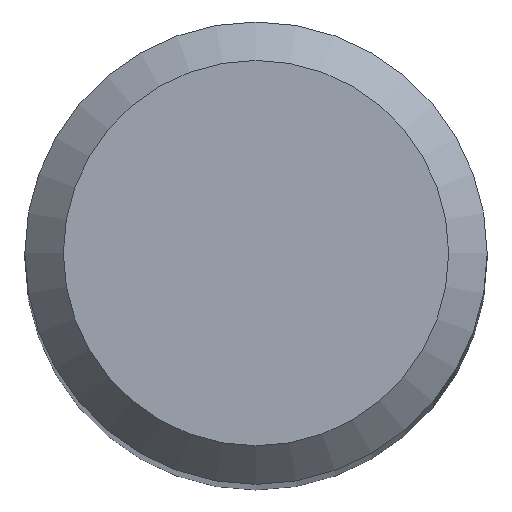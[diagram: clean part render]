
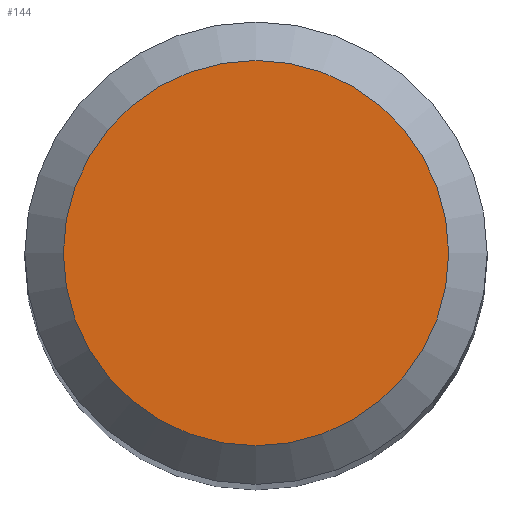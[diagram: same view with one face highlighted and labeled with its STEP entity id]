
A CAD part, top view. The second image highlights one B-rep face of the part: STEP entity #144.
In plain terms, the highlighted planar face has unit normal (0, 0, 1).
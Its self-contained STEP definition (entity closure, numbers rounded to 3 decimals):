
#10 = VERTEX_POINT ( 'NONE', #134 ) ;
#13 = DIRECTION ( 'NONE',  ( 0., 0., -1. ) ) ;
#51 = EDGE_CURVE ( 'NONE', #10, #10, #203, .T. ) ;
#78 = DIRECTION ( 'NONE',  ( 0., 0., -1. ) ) ;
#101 = DIRECTION ( 'NONE',  ( 0., 1., 0. ) ) ;
#118 = ORIENTED_EDGE ( 'NONE', *, *, #51, .F. ) ;
#133 = CARTESIAN_POINT ( 'NONE',  ( 0., 0., 50. ) ) ;
#134 = CARTESIAN_POINT ( 'NONE',  ( 0., 2.5, 50. ) ) ;
#139 = AXIS2_PLACEMENT_3D ( 'NONE', #133, #78, #101 ) ;
#144 = ADVANCED_FACE ( 'NONE', ( #170 ), #169, .F. ) ;
#169 = PLANE ( 'NONE',  #139 ) ;
#170 = FACE_OUTER_BOUND ( 'NONE', #179, .T. ) ;
#173 = CARTESIAN_POINT ( 'NONE',  ( 0., 0., 50. ) ) ;
#179 = EDGE_LOOP ( 'NONE', ( #118 ) ) ;
#203 = CIRCLE ( 'NONE', #210, 2.5 ) ;
#210 = AXIS2_PLACEMENT_3D ( 'NONE', #173, #13, #222 ) ;
#222 = DIRECTION ( 'NONE',  ( 0., 1., 0. ) ) ;
